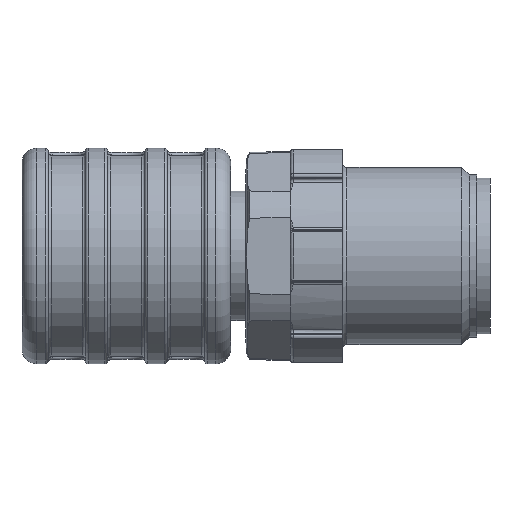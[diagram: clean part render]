
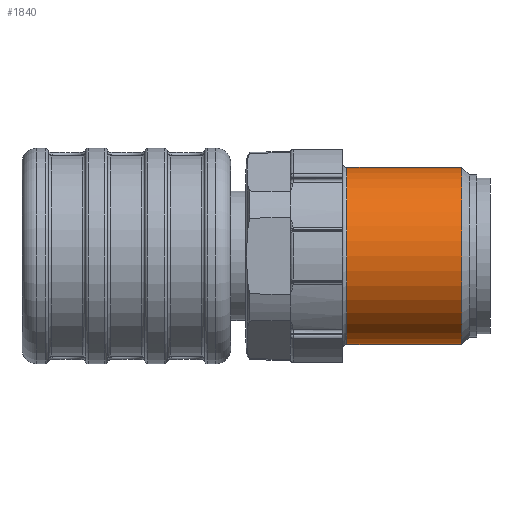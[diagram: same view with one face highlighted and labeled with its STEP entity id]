
A CAD part, front view. The second image highlights one B-rep face of the part: STEP entity #1840.
In plain terms, the highlighted cylindrical face has radius 5.95 mm (diameter 11.9 mm), a full revolution.
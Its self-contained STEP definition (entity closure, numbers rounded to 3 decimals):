
#1603=CYLINDRICAL_SURFACE('',#6526,5.95);
#1840=ADVANCED_FACE('',(#2208,#2209),#1603,.T.);
#2208=FACE_BOUND('',#2423,.T.);
#2209=FACE_BOUND('',#2424,.T.);
#2423=EDGE_LOOP('',(#3455));
#2424=EDGE_LOOP('',(#3456));
#3455=ORIENTED_EDGE('',*,*,#5444,.T.);
#3456=ORIENTED_EDGE('',*,*,#5445,.F.);
#4746=VERTEX_POINT('',#10276);
#4747=VERTEX_POINT('',#10278);
#5444=EDGE_CURVE('',#4746,#4746,#6053,.T.);
#5445=EDGE_CURVE('',#4747,#4747,#6054,.T.);
#6053=CIRCLE('',#6524,5.95);
#6054=CIRCLE('',#6525,5.95);
#6524=AXIS2_PLACEMENT_3D('',#10275,#7704,#7705);
#6525=AXIS2_PLACEMENT_3D('',#10277,#7706,#7707);
#6526=AXIS2_PLACEMENT_3D('',#10279,#7708,#7709);
#7704=DIRECTION('',(1.,0.,0.));
#7705=DIRECTION('',(0.,1.,0.));
#7706=DIRECTION('',(1.,0.,0.));
#7707=DIRECTION('',(0.,-1.,0.));
#7708=DIRECTION('',(1.,0.,0.));
#7709=DIRECTION('',(0.,-1.,0.));
#10275=CARTESIAN_POINT('',(40.4,38.066,28.812));
#10276=CARTESIAN_POINT('',(40.4,44.016,28.812));
#10277=CARTESIAN_POINT('',(48.1,38.066,28.812));
#10278=CARTESIAN_POINT('',(48.1,32.116,28.812));
#10279=CARTESIAN_POINT('',(49.1,38.066,28.812));
